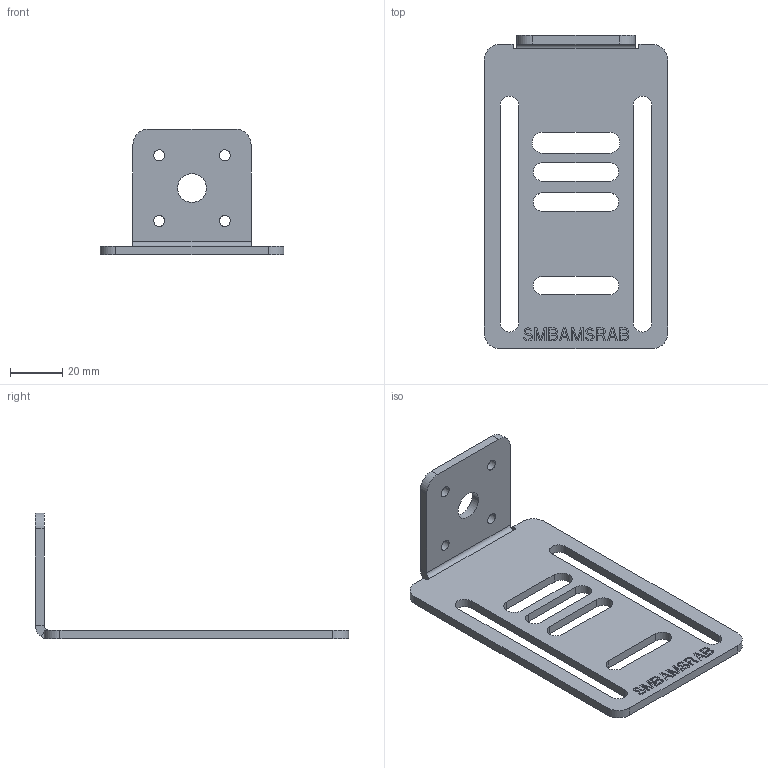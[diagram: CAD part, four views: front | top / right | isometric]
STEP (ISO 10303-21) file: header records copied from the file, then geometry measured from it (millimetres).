
FILE_DESCRIPTION((''),'2;1');
FILE_NAME('141796_SW','2008-08-11T',('banengservice'),('BANNER ENGINEERING'),'PRO/ENGINEER BY PARAMETRIC TECHNOLOGY CORPORATION, 2006170','PRO/ENGINEER BY PARAMETRIC TECHNOLOGY CORPORATION, 2006170','');
FILE_SCHEMA(('CONFIG_CONTROL_DESIGN'));
Length unit declared in the file: inch
Products named in the file (1): 141796_SW
Bounding box: 70 x 119.4 x 48 mm (x, y, z)
Volume: 26655.5 mm3; surface area: 19822.1 mm2
Topology: 1 solids, 1 shells, 340 faces, 962 edges, 640 vertices
Faces by surface type: plane 306, cylinder 32, bspline 2
Entity records: 11012 total; most frequent: CARTESIAN_POINT 2042, ORIENTED_EDGE 1924, DIRECTION 1702, EDGE_CURVE 962, VECTOR 890, LINE 890, VERTEX_POINT 640, AXIS2_PLACEMENT_3D 406
